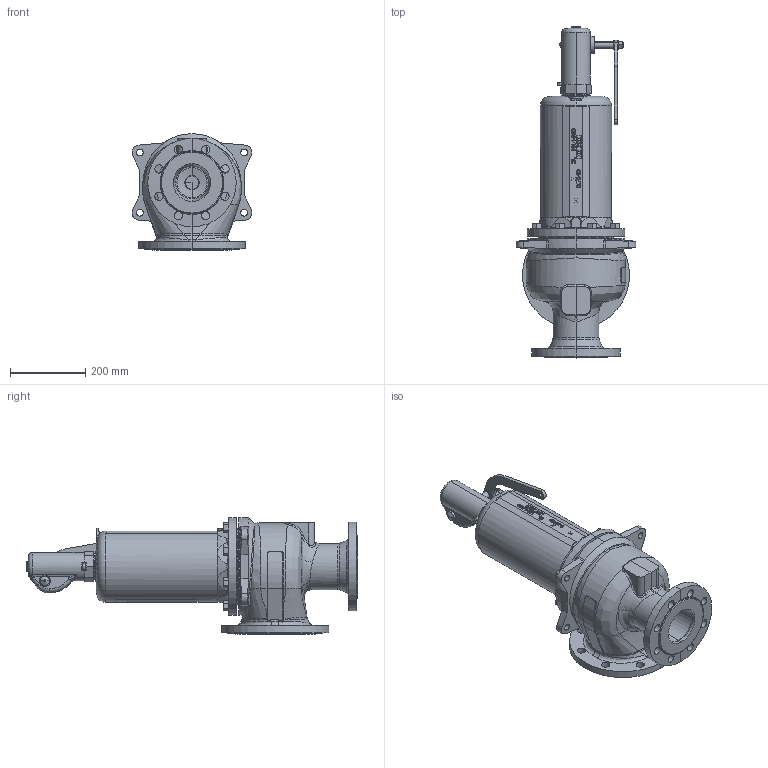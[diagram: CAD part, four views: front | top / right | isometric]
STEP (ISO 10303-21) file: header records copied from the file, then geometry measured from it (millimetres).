
FILE_DESCRIPTION((''),'2;1');
FILE_NAME('10000552143_G3D_000_ASM','2020-11-05T13:42:45',('SchmidtJ'),(''),'CREO PARAMETRIC BY PTC INC, 2019030','CREO PARAMETRIC BY PTC INC, 2019030','');
FILE_SCHEMA(('CONFIG_CONTROL_DESIGN'));
Products named in the file (9): 10000552144_G3D_000; 10000552145_G3D_000; 10000455718_G3D_000; 10000455719_G3D_000; 10000455720_G3D_000; 10000455721_G3D_000; 10000455717_G3D_000_ASM; 10000552146_G3D_000; 10000552143_G3D_000_ASM
Assembly tree (15 placements, depth 3):
  10000552143_G3D_000_ASM
    10000552144_G3D_000
    10000552145_G3D_000
    10000455717_G3D_000_ASM
      10000455718_G3D_000
      10000455719_G3D_000
      10000455720_G3D_000
      10000455721_G3D_000
    10000552146_G3D_000  x8
Bounding box: 317.96 x 882.5 x 310 mm (x, y, z)
Volume: 8227267 mm3; surface area: 1379211.9 mm2
Topology: 14 solids, 17 shells, 1639 faces, 4208 edges, 2630 vertices
Faces by surface type: plane 771, cylinder 310, bspline 267, cone 228, torus 57, sphere 6
Entity records: 61170 total; most frequent: CARTESIAN_POINT 27887, ORIENTED_EDGE 7456, DIRECTION 5987, EDGE_CURVE 3736, VERTEX_POINT 2350, VECTOR 2049, LINE 2049, AXIS2_PLACEMENT_3D 1969
